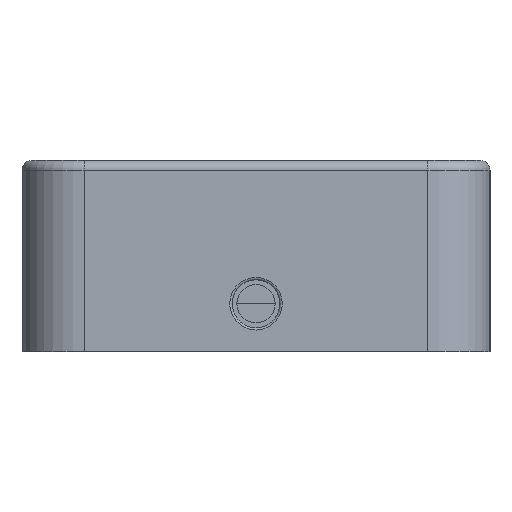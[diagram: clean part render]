
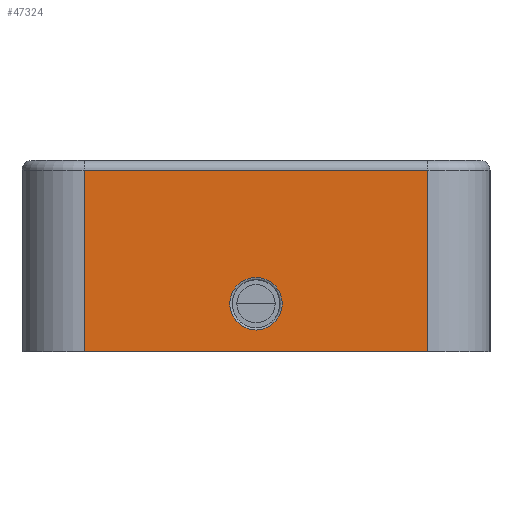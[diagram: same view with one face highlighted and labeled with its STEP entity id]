
A CAD part, left-side view. The second image highlights one B-rep face of the part: STEP entity #47324.
In plain terms, the highlighted planar face has unit normal (-1, 0, 0).
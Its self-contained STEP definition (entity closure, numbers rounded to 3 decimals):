
#71=FACE_BOUND('',#19489,.T.);
#225=PLANE('',#50525);
#3224=LINE('',#67478,#9693);
#3225=LINE('',#67480,#9694);
#3226=LINE('',#67482,#9695);
#3227=LINE('',#67483,#9696);
#9693=VECTOR('',#54028,10.);
#9694=VECTOR('',#54029,10.);
#9695=VECTOR('',#54030,10.);
#9696=VECTOR('',#54031,10.);
#16316=FACE_OUTER_BOUND('',#19488,.T.);
#19488=EDGE_LOOP('',(#33671,#33672,#33673,#33674));
#19489=EDGE_LOOP('',(#33675));
#22812=CIRCLE('',#50519,5.5);
#23139=VERTEX_POINT('',#67464);
#23143=VERTEX_POINT('',#67476);
#23144=VERTEX_POINT('',#67477);
#23145=VERTEX_POINT('',#67479);
#23146=VERTEX_POINT('',#67481);
#26837=EDGE_CURVE('',#23139,#23139,#22812,.T.);
#26843=EDGE_CURVE('',#23143,#23144,#3224,.T.);
#26844=EDGE_CURVE('',#23145,#23144,#3225,.T.);
#26845=EDGE_CURVE('',#23146,#23145,#3226,.T.);
#26846=EDGE_CURVE('',#23143,#23146,#3227,.T.);
#33671=ORIENTED_EDGE('',*,*,#26843,.T.);
#33672=ORIENTED_EDGE('',*,*,#26844,.F.);
#33673=ORIENTED_EDGE('',*,*,#26845,.F.);
#33674=ORIENTED_EDGE('',*,*,#26846,.F.);
#33675=ORIENTED_EDGE('',*,*,#26837,.F.);
#47324=ADVANCED_FACE('',(#16316,#71),#225,.T.);
#50519=AXIS2_PLACEMENT_3D('',#67465,#54013,#54014);
#50525=AXIS2_PLACEMENT_3D('',#67475,#54026,#54027);
#54013=DIRECTION('center_axis',(-1.,0.,0.));
#54014=DIRECTION('ref_axis',(0.,-1.,0.));
#54026=DIRECTION('center_axis',(-1.,0.,0.));
#54027=DIRECTION('ref_axis',(0.,1.,0.));
#54028=DIRECTION('',(0.,0.,-1.));
#54029=DIRECTION('',(0.,1.,0.));
#54030=DIRECTION('',(0.,0.,-1.));
#54031=DIRECTION('',(0.,-1.,0.));
#67464=CARTESIAN_POINT('',(-8.,-41.,15.5));
#67465=CARTESIAN_POINT('Origin',(-8.,-41.,10.));
#67475=CARTESIAN_POINT('Origin',(-8.,-77.,36.));
#67476=CARTESIAN_POINT('',(-8.,-5.,38.));
#67477=CARTESIAN_POINT('',(-8.,-5.,0.));
#67478=CARTESIAN_POINT('',(-8.,-5.,36.));
#67479=CARTESIAN_POINT('',(-8.,-77.,0.));
#67480=CARTESIAN_POINT('',(-8.,-5.,0.));
#67481=CARTESIAN_POINT('',(-8.,-77.,38.));
#67482=CARTESIAN_POINT('',(-8.,-77.,36.));
#67483=CARTESIAN_POINT('',(-8.,-59.,38.));
